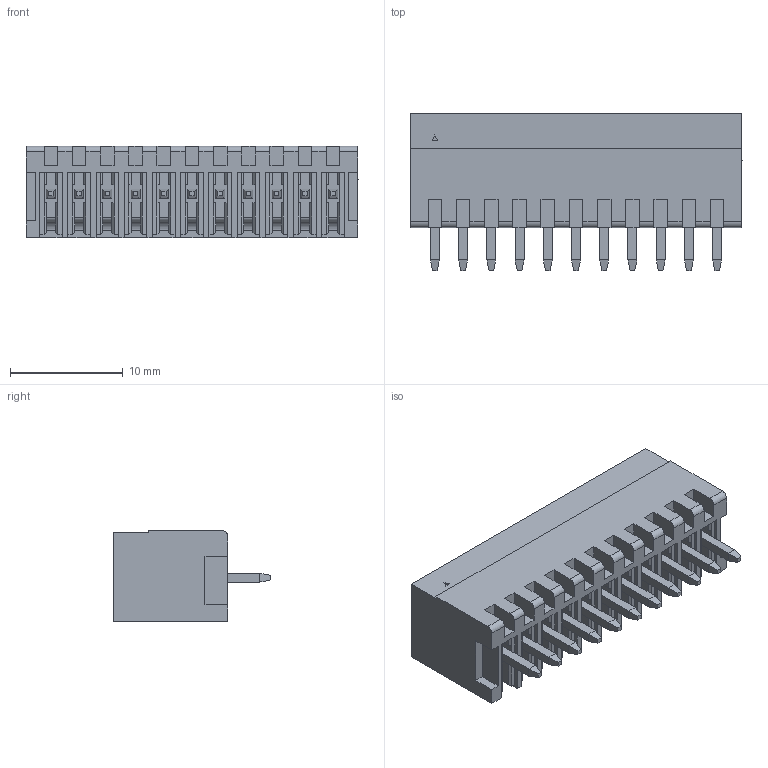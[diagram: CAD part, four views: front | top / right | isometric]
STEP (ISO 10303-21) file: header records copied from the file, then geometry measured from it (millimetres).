
FILE_DESCRIPTION (( 'STEP AP214' ), '1' );
FILE_NAME ('15EDGVC-2.5-11P-14-00AH.STEP', '2021-01-23T21:21:18', ( '' ), ( '' ), 'SwSTEP 2.0', 'SolidWorks 2020', '' );
FILE_SCHEMA (( 'AUTOMOTIVE_DESIGN' ));
Length unit declared in the file: millimetre
Products named in the file (1): 15EDGVC-2.5-11P-14-00AH
Bounding box: 29.4 x 13.9 x 8.1 mm (x, y, z)
Volume: 1230.8 mm3; surface area: 2868.6 mm2
Topology: 1 solids, 1 shells, 1174 faces, 3139 edges, 2016 vertices
Faces by surface type: plane 993, bspline 103, cylinder 56, torus 22
Entity records: 46316 total; most frequent: CARTESIAN_POINT 12705, ORIENTED_EDGE 6278, DIRECTION 5321, EDGE_CURVE 3139, LINE 2689, VECTOR 2689, VERTEX_POINT 2016, AXIS2_PLACEMENT_3D 1316
